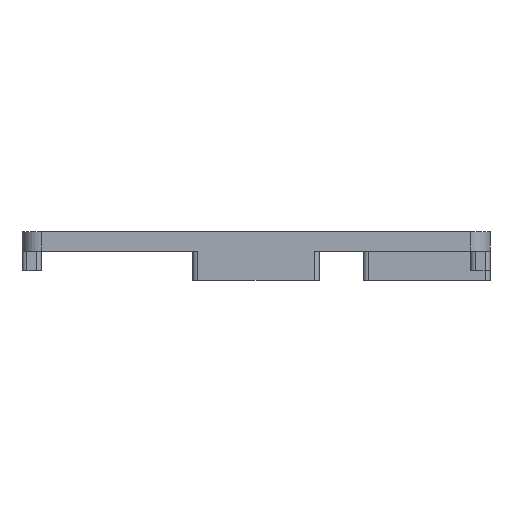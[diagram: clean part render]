
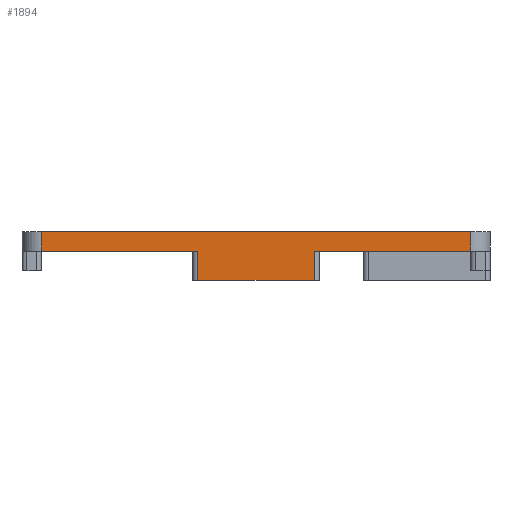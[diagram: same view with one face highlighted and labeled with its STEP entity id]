
A CAD part, front view. The second image highlights one B-rep face of the part: STEP entity #1894.
In plain terms, the highlighted planar face has unit normal (0, -1, 0).
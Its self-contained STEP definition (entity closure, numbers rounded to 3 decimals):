
#56=PLANE('',#2065);
#131=FACE_OUTER_BOUND('',#235,.T.);
#235=EDGE_LOOP('',(#1450,#1451,#1452,#1453,#1454,#1455,#1456,#1457));
#368=LINE('',#2981,#550);
#403=LINE('',#3075,#585);
#404=LINE('',#3078,#586);
#405=LINE('',#3080,#587);
#406=LINE('',#3082,#588);
#407=LINE('',#3084,#589);
#408=LINE('',#3086,#590);
#409=LINE('',#3087,#591);
#550=VECTOR('',#2394,10.);
#585=VECTOR('',#2481,10.);
#586=VECTOR('',#2484,10.);
#587=VECTOR('',#2485,10.);
#588=VECTOR('',#2486,10.);
#589=VECTOR('',#2487,10.);
#590=VECTOR('',#2488,10.);
#591=VECTOR('',#2489,10.);
#846=VERTEX_POINT('',#2978);
#847=VERTEX_POINT('',#2980);
#880=VERTEX_POINT('',#3073);
#881=VERTEX_POINT('',#3077);
#882=VERTEX_POINT('',#3079);
#883=VERTEX_POINT('',#3081);
#884=VERTEX_POINT('',#3083);
#885=VERTEX_POINT('',#3085);
#1065=EDGE_CURVE('',#846,#847,#368,.T.);
#1113=EDGE_CURVE('',#880,#846,#403,.T.);
#1114=EDGE_CURVE('',#881,#880,#404,.T.);
#1115=EDGE_CURVE('',#882,#881,#405,.T.);
#1116=EDGE_CURVE('',#883,#882,#406,.T.);
#1117=EDGE_CURVE('',#884,#883,#407,.T.);
#1118=EDGE_CURVE('',#885,#884,#408,.T.);
#1119=EDGE_CURVE('',#847,#885,#409,.T.);
#1450=ORIENTED_EDGE('',*,*,#1113,.F.);
#1451=ORIENTED_EDGE('',*,*,#1114,.F.);
#1452=ORIENTED_EDGE('',*,*,#1115,.F.);
#1453=ORIENTED_EDGE('',*,*,#1116,.F.);
#1454=ORIENTED_EDGE('',*,*,#1117,.F.);
#1455=ORIENTED_EDGE('',*,*,#1118,.F.);
#1456=ORIENTED_EDGE('',*,*,#1119,.F.);
#1457=ORIENTED_EDGE('',*,*,#1065,.F.);
#1894=ADVANCED_FACE('',(#131),#56,.T.);
#2065=AXIS2_PLACEMENT_3D('',#3076,#2482,#2483);
#2394=DIRECTION('',(-1.,0.,0.));
#2481=DIRECTION('',(0.,0.,-1.));
#2482=DIRECTION('center_axis',(0.,-1.,0.));
#2483=DIRECTION('ref_axis',(1.,0.,0.));
#2484=DIRECTION('',(-1.,0.,0.));
#2485=DIRECTION('',(0.,0.,-1.));
#2486=DIRECTION('',(1.,0.,0.));
#2487=DIRECTION('',(0.,0.,1.));
#2488=DIRECTION('',(-1.,0.,0.));
#2489=DIRECTION('',(0.,0.,1.));
#2978=CARTESIAN_POINT('',(-50.495,-6.75,15.));
#2980=CARTESIAN_POINT('',(-62.495,-6.75,15.));
#2981=CARTESIAN_POINT('',(-32.495,-6.75,15.));
#3073=CARTESIAN_POINT('',(-50.495,-6.75,18.));
#3075=CARTESIAN_POINT('',(-50.495,-6.75,15.));
#3076=CARTESIAN_POINT('Origin',(-62.995,-6.75,15.));
#3077=CARTESIAN_POINT('',(-34.495,-6.75,18.));
#3078=CARTESIAN_POINT('',(-68.495,-6.75,18.));
#3079=CARTESIAN_POINT('',(-34.495,-6.75,20.));
#3080=CARTESIAN_POINT('',(-34.495,-6.75,15.));
#3081=CARTESIAN_POINT('',(-78.495,-6.75,20.));
#3082=CARTESIAN_POINT('',(-68.495,-6.75,20.));
#3083=CARTESIAN_POINT('',(-78.495,-6.75,18.));
#3084=CARTESIAN_POINT('',(-78.495,-6.75,16.5));
#3085=CARTESIAN_POINT('',(-62.495,-6.75,18.));
#3086=CARTESIAN_POINT('',(-68.495,-6.75,18.));
#3087=CARTESIAN_POINT('',(-62.495,-6.75,15.));
